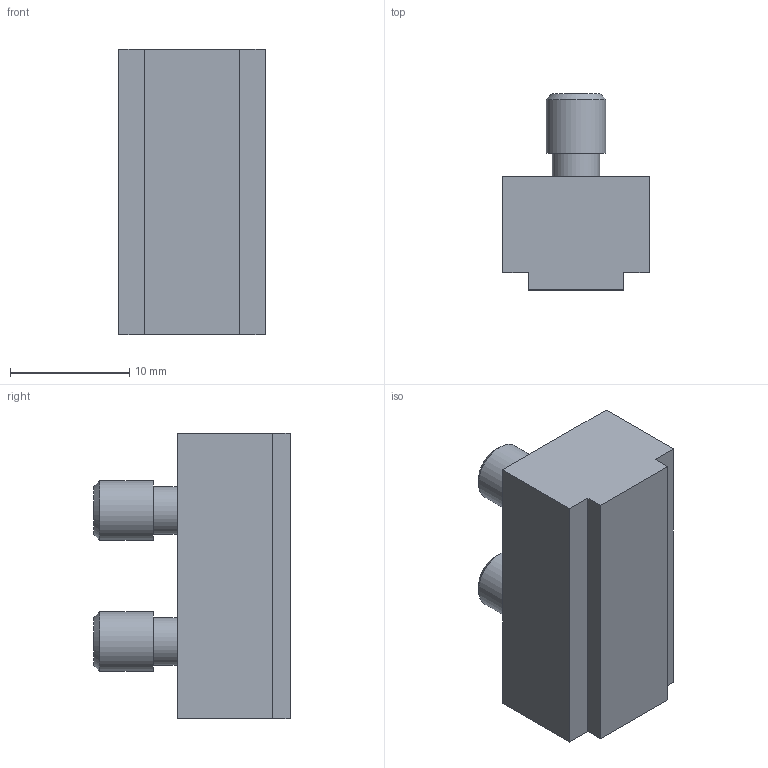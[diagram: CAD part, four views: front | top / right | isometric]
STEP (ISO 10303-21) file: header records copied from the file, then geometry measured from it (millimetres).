
FILE_DESCRIPTION(/* description */ ('WKZ-0166'),/* implementation_level */ '2;1');
FILE_NAME(/* name */ 'E_3_01_12_20_01_WKZ-0166.stp',/* time_stamp */ '2023-06-21T15:21:37+02:00',/* author */ ('dfischer'),/* organization */ (''),/* preprocessor_version */ 'ST-DEVELOPER v18.1',/* originating_system */ 'Autodesk Inventor 2021',/* authorisation */ '');
FILE_SCHEMA (('AUTOMOTIVE_DESIGN { 1 0 10303 214 3 1 1 }'));
Length unit declared in the file: millimetre
Products named in the file (3): E_3_01_12_20_01_WKZ-0166; WKZ-0166-01; WKZ-0166-02
Assembly tree (3 placements, depth 2):
  E_3_01_12_20_01_WKZ-0166
    WKZ-0166-01
    WKZ-0166-02  x2
Bounding box: 12.3 x 16.5 x 24 mm (x, y, z)
Volume: 2887.4 mm3; surface area: 2541.8 mm2
Topology: 3 solids, 3 shells, 60 faces, 124 edges, 84 vertices
Faces by surface type: plane 32, cylinder 20, cone 8
Full cylindrical faces by diameter (mm): 2 x8, 4 x2, 5 x2, 6 x4, 10 x4
Entity records: 1509 total; most frequent: CARTESIAN_POINT 414, DIRECTION 213, ORIENTED_EDGE 188, EDGE_CURVE 94, AXIS2_PLACEMENT_3D 84, VERTEX_POINT 65, EDGE_LOOP 53, LINE 45
